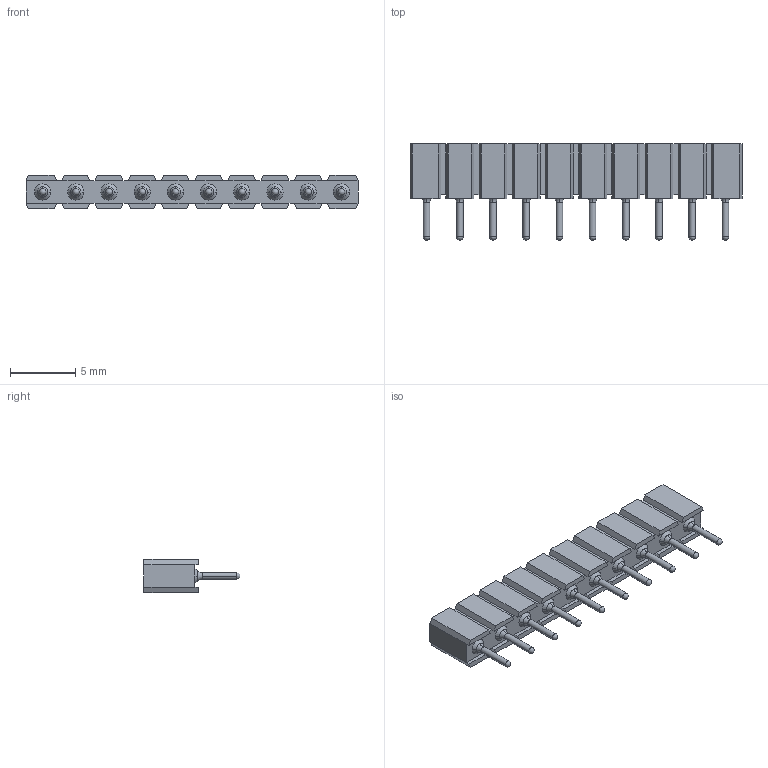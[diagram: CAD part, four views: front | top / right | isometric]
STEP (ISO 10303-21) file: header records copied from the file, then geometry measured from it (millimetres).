
FILE_DESCRIPTION(('STEP AP214'),'1');
FILE_NAME(' ',' ',('TraceParts'),('TraceParts S.A.'),'XStep 1.0',' ',' ');
FILE_SCHEMA(('automotive_design'));
Length unit declared in the file: millimetre
Products named in the file (1): 1
Bounding box: 25.4 x 7.37 x 2.54 mm (x, y, z)
Volume: 219.3 mm3; surface area: 632.6 mm2
Topology: 1 solids, 1 shells, 452 faces, 1080 edges, 630 vertices
Faces by surface type: cone 200, plane 142, cylinder 80, torus 20, sphere 10
Entity records: 24666 total; most frequent: DIRECTION 2386, CARTESIAN_POINT 2123, STYLED_ITEM 2122, PRESENTATION_STYLE_ASSIGNMENT 2122, COLOUR_RGB 2122, ORIENTED_EDGE 2080, EDGE_CURVE 1040, CURVE_STYLE 1040
